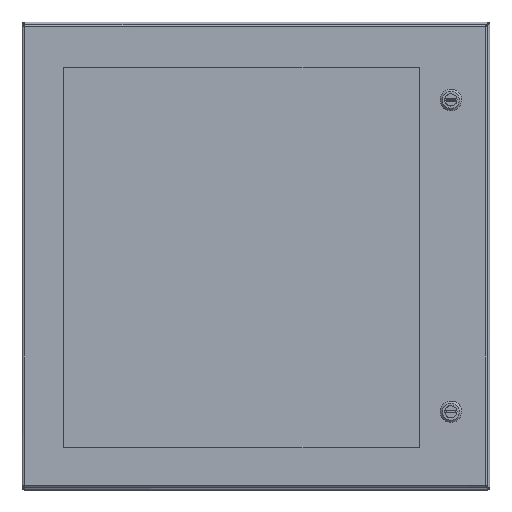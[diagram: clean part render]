
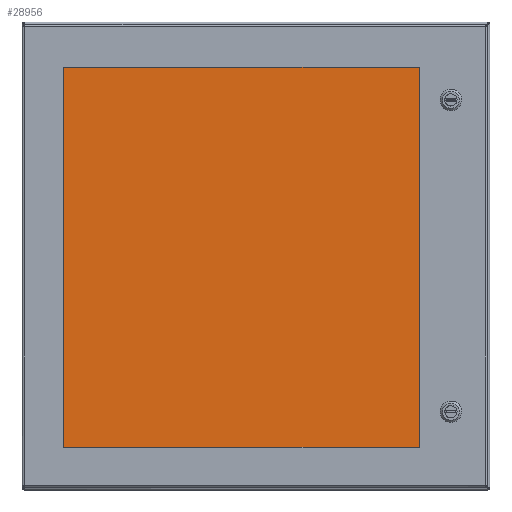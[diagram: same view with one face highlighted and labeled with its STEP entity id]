
A CAD part, top view. The second image highlights one B-rep face of the part: STEP entity #28956.
In plain terms, the highlighted planar face has unit normal (0, 0, 1).
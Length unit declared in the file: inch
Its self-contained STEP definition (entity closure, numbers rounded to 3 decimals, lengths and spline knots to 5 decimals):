
#4026 = DIRECTION ( 'NONE',  ( 1., 0., 0. ) ) ;
#8077 = VECTOR ( 'NONE', #132072, 39.37008 ) ;
#9430 = CARTESIAN_POINT ( 'NONE',  ( 1.625, 1.6875, 8.8435 ) ) ;
#9911 = VECTOR ( 'NONE', #36888, 39.37008 ) ;
#11468 = LINE ( 'NONE', #120293, #8077 ) ;
#14909 = EDGE_LOOP ( 'NONE', ( #47081, #46427, #134641, #26808 ) ) ;
#17730 = CARTESIAN_POINT ( 'NONE',  ( 20.875, 22.1875, 8.8435 ) ) ;
#18948 = VECTOR ( 'NONE', #135717, 39.37008 ) ;
#26406 = EDGE_CURVE ( 'NONE', #96636, #93286, #51521, .T. ) ;
#26808 = ORIENTED_EDGE ( 'NONE', *, *, #93757, .F. ) ;
#28956 = ADVANCED_FACE ( 'NONE', ( #40545 ), #57630, .T. ) ;
#29650 = EDGE_CURVE ( 'NONE', #106731, #96636, #11468, .T. ) ;
#35137 = DIRECTION ( 'NONE',  ( 0., 0., 1. ) ) ;
#36888 = DIRECTION ( 'NONE',  ( -1., 0., 0. ) ) ;
#40545 = FACE_OUTER_BOUND ( 'NONE', #14909, .T. ) ;
#46427 = ORIENTED_EDGE ( 'NONE', *, *, #26406, .F. ) ;
#46970 = CARTESIAN_POINT ( 'NONE',  ( 20.875, 22.1875, 8.8435 ) ) ;
#47081 = ORIENTED_EDGE ( 'NONE', *, *, #90460, .F. ) ;
#51521 = LINE ( 'NONE', #109787, #93649 ) ;
#57630 = PLANE ( 'NONE',  #121620 ) ;
#60418 = CARTESIAN_POINT ( 'NONE',  ( 1.625, 22.1875, 8.8435 ) ) ;
#68904 = LINE ( 'NONE', #133238, #9911 ) ;
#76130 = LINE ( 'NONE', #17730, #18948 ) ;
#77803 = DIRECTION ( 'NONE',  ( 1., 0., 0. ) ) ;
#90460 = EDGE_CURVE ( 'NONE', #93286, #118742, #76130, .T. ) ;
#93286 = VERTEX_POINT ( 'NONE', #46970 ) ;
#93649 = VECTOR ( 'NONE', #77803, 39.37008 ) ;
#93757 = EDGE_CURVE ( 'NONE', #118742, #106731, #68904, .T. ) ;
#96636 = VERTEX_POINT ( 'NONE', #60418 ) ;
#106731 = VERTEX_POINT ( 'NONE', #9430 ) ;
#109787 = CARTESIAN_POINT ( 'NONE',  ( 1.625, 22.1875, 8.8435 ) ) ;
#111259 = CARTESIAN_POINT ( 'NONE',  ( 11.25, 11.9375, 8.8435 ) ) ;
#118742 = VERTEX_POINT ( 'NONE', #130019 ) ;
#120293 = CARTESIAN_POINT ( 'NONE',  ( 1.625, 1.6875, 8.8435 ) ) ;
#121620 = AXIS2_PLACEMENT_3D ( 'NONE', #111259, #35137, #4026 ) ;
#130019 = CARTESIAN_POINT ( 'NONE',  ( 20.875, 1.6875, 8.8435 ) ) ;
#132072 = DIRECTION ( 'NONE',  ( 0., 1., 0. ) ) ;
#133238 = CARTESIAN_POINT ( 'NONE',  ( 20.875, 1.6875, 8.8435 ) ) ;
#134641 = ORIENTED_EDGE ( 'NONE', *, *, #29650, .F. ) ;
#135717 = DIRECTION ( 'NONE',  ( 0., -1., 0. ) ) ;
